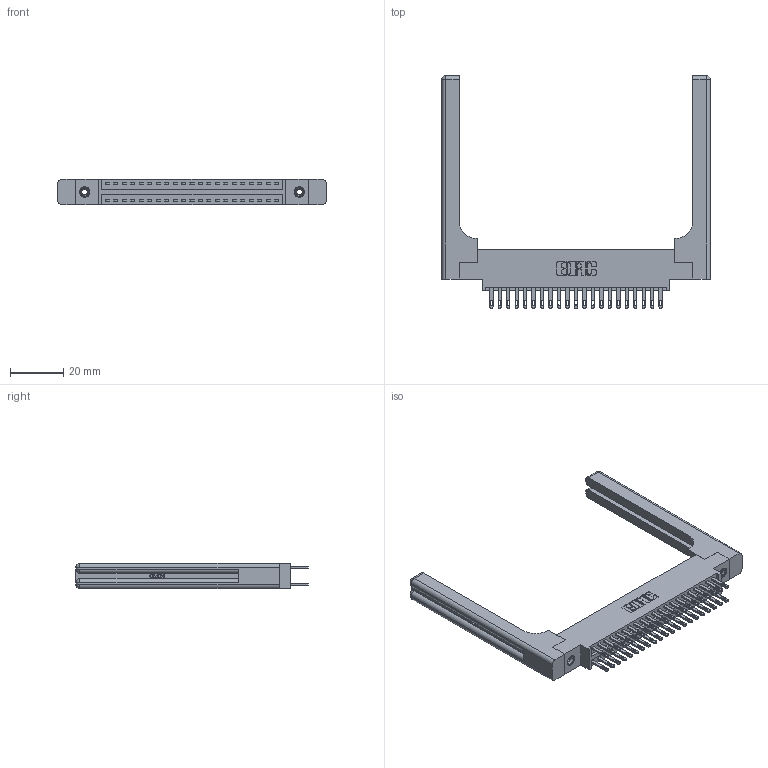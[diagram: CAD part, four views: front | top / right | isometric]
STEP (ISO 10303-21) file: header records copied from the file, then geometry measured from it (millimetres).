
FILE_DESCRIPTION (( 'STEP AP203' ), '1' );
FILE_NAME ('346-042-500-858.STEP', '2022-05-20T03:32:58', ( '' ), ( '' ), 'SwSTEP 2.0', 'SolidWorks 2020', '' );
FILE_SCHEMA (( 'CONFIG_CONTROL_DESIGN' ));
Length unit declared in the file: inch
Products named in the file (5): 345-292-001_345-293-100; 346-042-500-858; 346-220-058_345-220-058; 345-250-001_345-250-001-102; 346 Part_0.170 Offset - 0.156 Dia-TH
Assembly tree (47 placements, depth 2):
  346-042-500-858
    346 Part_0.170 Offset - 0.156 Dia-TH
    345-292-001_345-293-100  x42
    345-250-001_345-250-001-102  x2
    346-220-058_345-220-058  x2
Bounding box: 100.74 x 87.12 x 9.4 mm (x, y, z)
Volume: 17109.8 mm3; surface area: 18513.7 mm2
Topology: 47 solids, 47 shells, 2412 faces, 7217 edges, 4790 vertices
Faces by surface type: plane 1460, cylinder 892, bspline 36, cone 12, sphere 8, torus 4
Entity records: 22192 total; most frequent: CARTESIAN_POINT 4699, ORIENTED_EDGE 3428, DIRECTION 3126, EDGE_CURVE 1714, VECTOR 1402, LINE 1402, VERTEX_POINT 1134, AXIS2_PLACEMENT_3D 862
